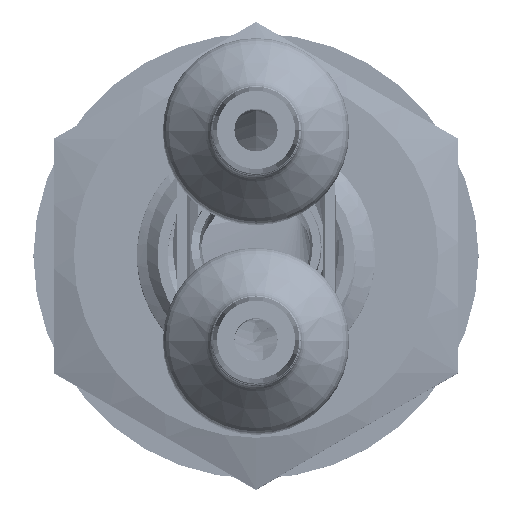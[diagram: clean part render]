
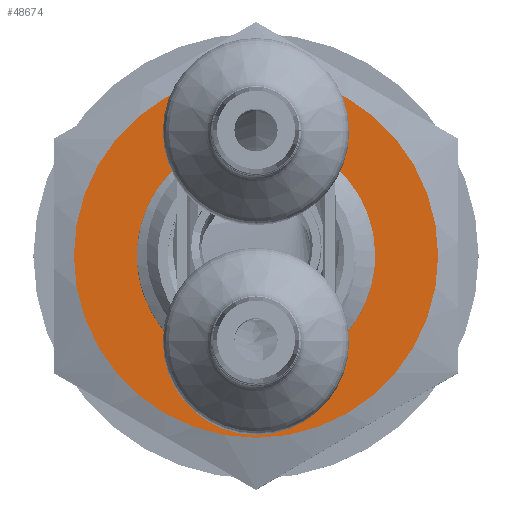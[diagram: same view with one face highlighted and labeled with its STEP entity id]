
A CAD part, top view. The second image highlights one B-rep face of the part: STEP entity #48674.
In plain terms, the highlighted face is planar.
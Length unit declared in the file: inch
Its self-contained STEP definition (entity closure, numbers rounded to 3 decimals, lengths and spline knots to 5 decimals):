
#48453=CARTESIAN_POINT('',(0.,0.,0.));
#48454=DIRECTION('',(0.,0.,1.));
#48455=DIRECTION('',(-1.,0.,0.));
#48456=AXIS2_PLACEMENT_3D('',#48453,#48454,#48455);
#48458=CARTESIAN_POINT('',(0.,0.,0.));
#48459=DIRECTION('',(0.,0.,1.));
#48460=DIRECTION('',(1.,0.,0.));
#48461=AXIS2_PLACEMENT_3D('',#48458,#48459,#48460);
#48463=CARTESIAN_POINT('',(0.,0.,0.));
#48464=DIRECTION('',(0.,0.,1.));
#48465=DIRECTION('',(0.,1.,0.));
#48466=AXIS2_PLACEMENT_3D('',#48463,#48464,#48465);
#48468=CARTESIAN_POINT('',(0.,0.,0.));
#48469=DIRECTION('',(0.,0.,1.));
#48470=DIRECTION('',(0.,-1.,0.));
#48471=AXIS2_PLACEMENT_3D('',#48468,#48469,#48470);
#48637=CARTESIAN_POINT('',(-2.625,0.,0.));
#48639=VERTEX_POINT('',#48637);
#48641=CARTESIAN_POINT('',(2.625,0.,0.));
#48643=VERTEX_POINT('',#48641);
#48646=CARTESIAN_POINT('',(0.,4.5,0.));
#48648=VERTEX_POINT('',#48646);
#48650=CARTESIAN_POINT('',(0.,-4.5,0.));
#48652=VERTEX_POINT('',#48650);
#48657=CARTESIAN_POINT('',(0.,0.,0.));
#48658=DIRECTION('',(0.,0.,1.));
#48659=DIRECTION('',(1.,0.,0.));
#48660=AXIS2_PLACEMENT_3D('',#48657,#48658,#48659);
#48661=PLANE('',#48660);
#48663=ORIENTED_EDGE('',*,*,#48662,.T.);
#48665=ORIENTED_EDGE('',*,*,#48664,.T.);
#48666=EDGE_LOOP('',(#48663,#48665));
#48667=FACE_OUTER_BOUND('',#48666,.F.);
#48669=ORIENTED_EDGE('',*,*,#48668,.F.);
#48671=ORIENTED_EDGE('',*,*,#48670,.F.);
#48672=EDGE_LOOP('',(#48669,#48671));
#48673=FACE_BOUND('',#48672,.F.);
#48674=ADVANCED_FACE('',(#48667,#48673),#48661,.F.);
#48457=CIRCLE('',#48456,2.625);
#48462=CIRCLE('',#48461,2.625);
#48467=CIRCLE('',#48466,4.5);
#48472=CIRCLE('',#48471,4.5);
#48662=EDGE_CURVE('',#48648,#48652,#48467,.T.);
#48664=EDGE_CURVE('',#48652,#48648,#48472,.T.);
#48668=EDGE_CURVE('',#48639,#48643,#48457,.T.);
#48670=EDGE_CURVE('',#48643,#48639,#48462,.T.);
